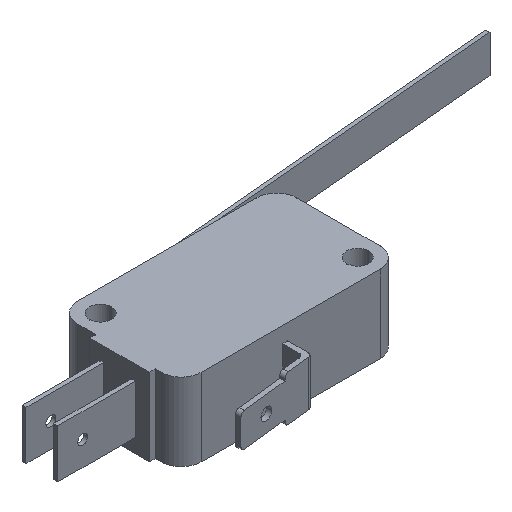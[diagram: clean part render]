
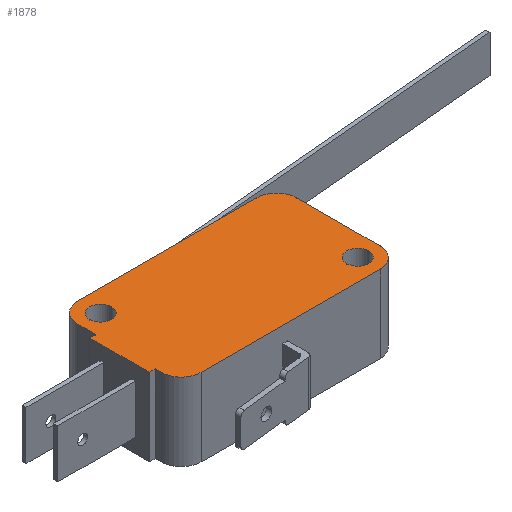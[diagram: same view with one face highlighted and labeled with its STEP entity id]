
A CAD part, isometric view. The second image highlights one B-rep face of the part: STEP entity #1878.
In plain terms, the highlighted planar face has unit normal (0, 0, 1).
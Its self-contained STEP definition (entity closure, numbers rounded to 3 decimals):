
#14 = ORIENTED_EDGE ( 'NONE', *, *, #2645, .F. ) ;
#37 = VECTOR ( 'NONE', #945, 1000. ) ;
#42 = CIRCLE ( 'NONE', #2545, 2.54 ) ;
#51 = VERTEX_POINT ( 'NONE', #642 ) ;
#62 = CARTESIAN_POINT ( 'NONE',  ( -12.695, 5.08, 4.955 ) ) ;
#67 = EDGE_CURVE ( 'NONE', #2567, #2655, #42, .T. ) ;
#75 = ORIENTED_EDGE ( 'NONE', *, *, #2297, .F. ) ;
#76 = CARTESIAN_POINT ( 'NONE',  ( 11.3, -5.16, 4.955 ) ) ;
#119 = DIRECTION ( 'NONE',  ( 0., 0., 1. ) ) ;
#126 = ORIENTED_EDGE ( 'NONE', *, *, #259, .T. ) ;
#146 = FACE_BOUND ( 'NONE', #1389, .T. ) ;
#162 = CIRCLE ( 'NONE', #2606, 2.54 ) ;
#212 = LINE ( 'NONE', #442, #999 ) ;
#221 = DIRECTION ( 'NONE',  ( 0., -1., 0. ) ) ;
#259 = EDGE_CURVE ( 'NONE', #1894, #2567, #2504, .T. ) ;
#262 = DIRECTION ( 'NONE',  ( 1., 0., 0. ) ) ;
#272 = VERTEX_POINT ( 'NONE', #1849 ) ;
#275 = ORIENTED_EDGE ( 'NONE', *, *, #2699, .F. ) ;
#341 = CARTESIAN_POINT ( 'NONE',  ( 13.97, 5.334, 4.955 ) ) ;
#380 = ORIENTED_EDGE ( 'NONE', *, *, #2892, .F. ) ;
#387 = EDGE_CURVE ( 'NONE', #2655, #51, #2688, .T. ) ;
#414 = CARTESIAN_POINT ( 'NONE',  ( -11.3, 5.08, 4.955 ) ) ;
#432 = CARTESIAN_POINT ( 'NONE',  ( -14.732, -4.572, 4.955 ) ) ;
#435 = CARTESIAN_POINT ( 'NONE',  ( 12.695, -5.16, 4.955 ) ) ;
#442 = CARTESIAN_POINT ( 'NONE',  ( -0.381, 3.048, 4.955 ) ) ;
#447 = FACE_BOUND ( 'NONE', #1740, .T. ) ;
#460 = VERTEX_POINT ( 'NONE', #1602 ) ;
#499 = VERTEX_POINT ( 'NONE', #2107 ) ;
#545 = DIRECTION ( 'NONE',  ( 1., 0., 0. ) ) ;
#571 = VERTEX_POINT ( 'NONE', #62 ) ;
#642 = CARTESIAN_POINT ( 'NONE',  ( -13.97, 3.048, 4.955 ) ) ;
#643 = CARTESIAN_POINT ( 'NONE',  ( 13.97, -25.606, 4.955 ) ) ;
#651 = DIRECTION ( 'NONE',  ( 0., 0., 1. ) ) ;
#687 = VECTOR ( 'NONE', #930, 1000. ) ;
#716 = VERTEX_POINT ( 'NONE', #2707 ) ;
#718 = LINE ( 'NONE', #1555, #2054 ) ;
#841 = CIRCLE ( 'NONE', #2339, 1.395 ) ;
#856 = CARTESIAN_POINT ( 'NONE',  ( -11.43, 5.334, 4.955 ) ) ;
#880 = AXIS2_PLACEMENT_3D ( 'NONE', #1515, #1047, #545 ) ;
#881 = DIRECTION ( 'NONE',  ( 0., -1., 0. ) ) ;
#930 = DIRECTION ( 'NONE',  ( -1., 0., 0. ) ) ;
#945 = DIRECTION ( 'NONE',  ( 0., -1., 0. ) ) ;
#964 = CIRCLE ( 'NONE', #1953, 1.395 ) ;
#999 = VECTOR ( 'NONE', #2098, 1000. ) ;
#1038 = CARTESIAN_POINT ( 'NONE',  ( -13.97, 5.334, 4.955 ) ) ;
#1047 = DIRECTION ( 'NONE',  ( 0., 0., 1. ) ) ;
#1051 = LINE ( 'NONE', #1702, #37 ) ;
#1070 = CIRCLE ( 'NONE', #1798, 2.54 ) ;
#1080 = DIRECTION ( 'NONE',  ( 1., 0., 0. ) ) ;
#1081 = CIRCLE ( 'NONE', #1287, 2.54 ) ;
#1105 = ORIENTED_EDGE ( 'NONE', *, *, #67, .T. ) ;
#1114 = CARTESIAN_POINT ( 'NONE',  ( -14.732, 3.048, 4.955 ) ) ;
#1159 = LINE ( 'NONE', #1753, #1346 ) ;
#1171 = DIRECTION ( 'NONE',  ( 0., 0., 1. ) ) ;
#1172 = EDGE_CURVE ( 'NONE', #2118, #272, #718, .T. ) ;
#1272 = DIRECTION ( 'NONE',  ( 1., 0., 0. ) ) ;
#1284 = ORIENTED_EDGE ( 'NONE', *, *, #387, .T. ) ;
#1287 = AXIS2_PLACEMENT_3D ( 'NONE', #2464, #119, #1080 ) ;
#1313 = CARTESIAN_POINT ( 'NONE',  ( 13.97, -5.334, 4.955 ) ) ;
#1321 = VERTEX_POINT ( 'NONE', #432 ) ;
#1346 = VECTOR ( 'NONE', #881, 1000. ) ;
#1389 = EDGE_LOOP ( 'NONE', ( #275, #75 ) ) ;
#1419 = CARTESIAN_POINT ( 'NONE',  ( -0.381, 7.874, 4.955 ) ) ;
#1491 = ORIENTED_EDGE ( 'NONE', *, *, #1942, .T. ) ;
#1515 = CARTESIAN_POINT ( 'NONE',  ( -11.3, 5.08, 4.955 ) ) ;
#1555 = CARTESIAN_POINT ( 'NONE',  ( -0.381, -7.874, 4.955 ) ) ;
#1561 = ORIENTED_EDGE ( 'NONE', *, *, #2261, .T. ) ;
#1591 = DIRECTION ( 'NONE',  ( 1., 0., 0. ) ) ;
#1602 = CARTESIAN_POINT ( 'NONE',  ( -13.97, -4.572, 4.955 ) ) ;
#1615 = EDGE_CURVE ( 'NONE', #1714, #1321, #1051, .T. ) ;
#1677 = EDGE_CURVE ( 'NONE', #2228, #2674, #2966, .T. ) ;
#1702 = CARTESIAN_POINT ( 'NONE',  ( -14.732, -25.606, 4.955 ) ) ;
#1708 = EDGE_CURVE ( 'NONE', #460, #2014, #1159, .T. ) ;
#1710 = ORIENTED_EDGE ( 'NONE', *, *, #1615, .T. ) ;
#1714 = VERTEX_POINT ( 'NONE', #1114 ) ;
#1726 = CARTESIAN_POINT ( 'NONE',  ( -11.43, -5.334, 4.955 ) ) ;
#1739 = LINE ( 'NONE', #2387, #2516 ) ;
#1740 = EDGE_LOOP ( 'NONE', ( #380, #14 ) ) ;
#1752 = CIRCLE ( 'NONE', #2701, 1.395 ) ;
#1753 = CARTESIAN_POINT ( 'NONE',  ( -13.97, -25.606, 4.955 ) ) ;
#1798 = AXIS2_PLACEMENT_3D ( 'NONE', #1726, #2662, #1272 ) ;
#1829 = DIRECTION ( 'NONE',  ( 0., 0., 1. ) ) ;
#1849 = CARTESIAN_POINT ( 'NONE',  ( 11.43, -7.874, 4.955 ) ) ;
#1866 = ORIENTED_EDGE ( 'NONE', *, *, #2095, .T. ) ;
#1875 = CARTESIAN_POINT ( 'NONE',  ( -13.97, -25.606, 4.955 ) ) ;
#1877 = FACE_OUTER_BOUND ( 'NONE', #2262, .T. ) ;
#1878 = ADVANCED_FACE ( 'NONE', ( #146, #447, #1877 ), #2342, .T. ) ;
#1894 = VERTEX_POINT ( 'NONE', #2091 ) ;
#1902 = CARTESIAN_POINT ( 'NONE',  ( -11.43, 7.874, 4.955 ) ) ;
#1942 = EDGE_CURVE ( 'NONE', #1321, #460, #1739, .T. ) ;
#1953 = AXIS2_PLACEMENT_3D ( 'NONE', #2739, #651, #2983 ) ;
#1970 = ORIENTED_EDGE ( 'NONE', *, *, #1708, .T. ) ;
#2014 = VERTEX_POINT ( 'NONE', #2881 ) ;
#2025 = DIRECTION ( 'NONE',  ( 1., 0., 0. ) ) ;
#2054 = VECTOR ( 'NONE', #2738, 1000. ) ;
#2091 = CARTESIAN_POINT ( 'NONE',  ( 11.43, 7.874, 4.955 ) ) ;
#2095 = EDGE_CURVE ( 'NONE', #2014, #2118, #1070, .T. ) ;
#2098 = DIRECTION ( 'NONE',  ( -1., 0., 0. ) ) ;
#2107 = CARTESIAN_POINT ( 'NONE',  ( -9.905, 5.08, 4.955 ) ) ;
#2118 = VERTEX_POINT ( 'NONE', #2920 ) ;
#2126 = AXIS2_PLACEMENT_3D ( 'NONE', #3046, #1171, #2814 ) ;
#2141 = VECTOR ( 'NONE', #2508, 1000. ) ;
#2194 = ORIENTED_EDGE ( 'NONE', *, *, #2462, .T. ) ;
#2228 = VERTEX_POINT ( 'NONE', #1313 ) ;
#2261 = EDGE_CURVE ( 'NONE', #272, #2228, #1081, .T. ) ;
#2262 = EDGE_LOOP ( 'NONE', ( #2711, #2400, #126, #1105, #1284, #2194, #1710, #1491, #1970, #1866, #2785, #1561 ) ) ;
#2297 = EDGE_CURVE ( 'NONE', #716, #2408, #964, .T. ) ;
#2308 = VECTOR ( 'NONE', #221, 1000. ) ;
#2339 = AXIS2_PLACEMENT_3D ( 'NONE', #76, #2896, #2927 ) ;
#2342 = PLANE ( 'NONE',  #2126 ) ;
#2387 = CARTESIAN_POINT ( 'NONE',  ( -0.381, -4.572, 4.955 ) ) ;
#2400 = ORIENTED_EDGE ( 'NONE', *, *, #3051, .T. ) ;
#2408 = VERTEX_POINT ( 'NONE', #435 ) ;
#2462 = EDGE_CURVE ( 'NONE', #51, #1714, #212, .T. ) ;
#2464 = CARTESIAN_POINT ( 'NONE',  ( 11.43, -5.334, 4.955 ) ) ;
#2504 = LINE ( 'NONE', #1419, #687 ) ;
#2508 = DIRECTION ( 'NONE',  ( 0., 1., 0. ) ) ;
#2510 = DIRECTION ( 'NONE',  ( 0., 0., 1. ) ) ;
#2516 = VECTOR ( 'NONE', #262, 1000. ) ;
#2545 = AXIS2_PLACEMENT_3D ( 'NONE', #856, #1829, #2998 ) ;
#2567 = VERTEX_POINT ( 'NONE', #1902 ) ;
#2606 = AXIS2_PLACEMENT_3D ( 'NONE', #2912, #2972, #2025 ) ;
#2645 = EDGE_CURVE ( 'NONE', #571, #499, #2729, .T. ) ;
#2655 = VERTEX_POINT ( 'NONE', #1038 ) ;
#2662 = DIRECTION ( 'NONE',  ( 0., 0., 1. ) ) ;
#2674 = VERTEX_POINT ( 'NONE', #341 ) ;
#2688 = LINE ( 'NONE', #1875, #2308 ) ;
#2699 = EDGE_CURVE ( 'NONE', #2408, #716, #841, .T. ) ;
#2701 = AXIS2_PLACEMENT_3D ( 'NONE', #414, #2510, #1591 ) ;
#2707 = CARTESIAN_POINT ( 'NONE',  ( 9.905, -5.16, 4.955 ) ) ;
#2711 = ORIENTED_EDGE ( 'NONE', *, *, #1677, .T. ) ;
#2729 = CIRCLE ( 'NONE', #880, 1.395 ) ;
#2738 = DIRECTION ( 'NONE',  ( 1., 0., 0. ) ) ;
#2739 = CARTESIAN_POINT ( 'NONE',  ( 11.3, -5.16, 4.955 ) ) ;
#2785 = ORIENTED_EDGE ( 'NONE', *, *, #1172, .T. ) ;
#2814 = DIRECTION ( 'NONE',  ( 1., 0., 0. ) ) ;
#2881 = CARTESIAN_POINT ( 'NONE',  ( -13.97, -5.334, 4.955 ) ) ;
#2892 = EDGE_CURVE ( 'NONE', #499, #571, #1752, .T. ) ;
#2896 = DIRECTION ( 'NONE',  ( 0., 0., 1. ) ) ;
#2912 = CARTESIAN_POINT ( 'NONE',  ( 11.43, 5.334, 4.955 ) ) ;
#2920 = CARTESIAN_POINT ( 'NONE',  ( -11.43, -7.874, 4.955 ) ) ;
#2927 = DIRECTION ( 'NONE',  ( 1., 0., 0. ) ) ;
#2966 = LINE ( 'NONE', #643, #2141 ) ;
#2972 = DIRECTION ( 'NONE',  ( 0., 0., 1. ) ) ;
#2983 = DIRECTION ( 'NONE',  ( 1., 0., 0. ) ) ;
#2998 = DIRECTION ( 'NONE',  ( 1., 0., 0. ) ) ;
#3046 = CARTESIAN_POINT ( 'NONE',  ( -0.381, -25.606, 4.955 ) ) ;
#3051 = EDGE_CURVE ( 'NONE', #2674, #1894, #162, .T. ) ;
